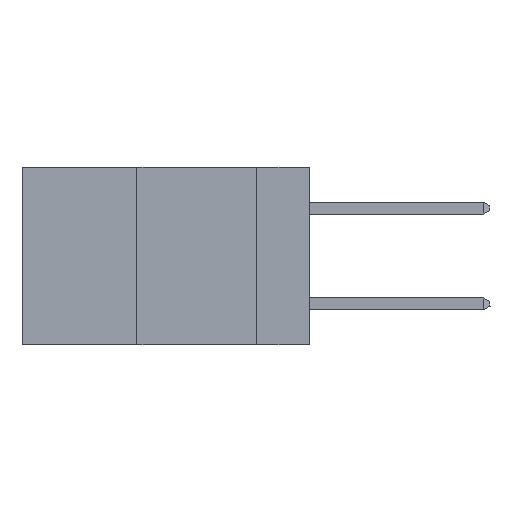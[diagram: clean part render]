
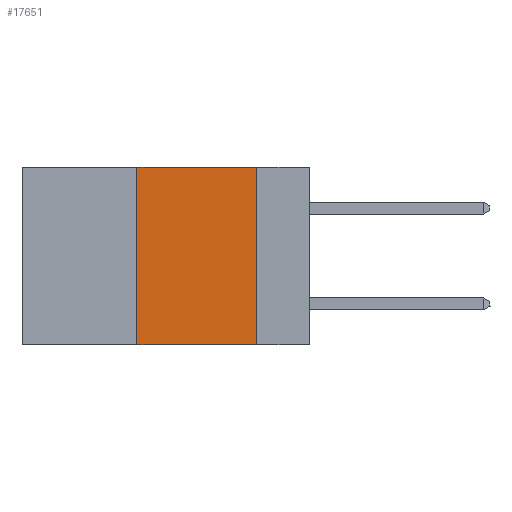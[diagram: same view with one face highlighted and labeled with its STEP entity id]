
A CAD part, left-side view. The second image highlights one B-rep face of the part: STEP entity #17651.
In plain terms, the highlighted planar face has unit normal (-1, 0, 0).
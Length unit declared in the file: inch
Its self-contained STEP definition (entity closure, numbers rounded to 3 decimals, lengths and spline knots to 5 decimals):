
#1123 = LINE ( 'NONE', #6401, #6813 ) ;
#1499 = CARTESIAN_POINT ( 'NONE',  ( 0., 0.11, 0. ) ) ;
#2802 = EDGE_LOOP ( 'NONE', ( #15198, #12505, #11851, #5567 ) ) ;
#2876 = CARTESIAN_POINT ( 'NONE',  ( 0., 0.11, -0.37 ) ) ;
#3921 = CARTESIAN_POINT ( 'NONE',  ( 0., 0.11, 0. ) ) ;
#4095 = CARTESIAN_POINT ( 'NONE',  ( 0., 0.6, -0.37 ) ) ;
#4403 = VERTEX_POINT ( 'NONE', #19319 ) ;
#4777 = CARTESIAN_POINT ( 'NONE',  ( 0., 0.36, 0. ) ) ;
#4951 = VERTEX_POINT ( 'NONE', #3921 ) ;
#5182 = EDGE_CURVE ( 'NONE', #7248, #4951, #1123, .T. ) ;
#5272 = VECTOR ( 'NONE', #18191, 39.37008 ) ;
#5567 = ORIENTED_EDGE ( 'NONE', *, *, #17023, .T. ) ;
#6208 = LINE ( 'NONE', #4777, #5272 ) ;
#6401 = CARTESIAN_POINT ( 'NONE',  ( 0., 0.6, 0. ) ) ;
#6813 = VECTOR ( 'NONE', #18166, 39.37008 ) ;
#7248 = VERTEX_POINT ( 'NONE', #13816 ) ;
#7506 = EDGE_CURVE ( 'NONE', #4951, #11962, #18643, .T. ) ;
#8862 = PLANE ( 'NONE',  #9099 ) ;
#9099 = AXIS2_PLACEMENT_3D ( 'NONE', #18926, #20922, #14179 ) ;
#11851 = ORIENTED_EDGE ( 'NONE', *, *, #18919, .F. ) ;
#11962 = VERTEX_POINT ( 'NONE', #2876 ) ;
#12294 = FACE_OUTER_BOUND ( 'NONE', #2802, .T. ) ;
#12505 = ORIENTED_EDGE ( 'NONE', *, *, #5182, .F. ) ;
#12615 = DIRECTION ( 'NONE',  ( 0., -1., 0. ) ) ;
#13665 = VECTOR ( 'NONE', #12615, 39.37008 ) ;
#13816 = CARTESIAN_POINT ( 'NONE',  ( 0., 0.36, 0. ) ) ;
#14179 = DIRECTION ( 'NONE',  ( 0., 0., -1. ) ) ;
#15198 = ORIENTED_EDGE ( 'NONE', *, *, #7506, .F. ) ;
#15803 = LINE ( 'NONE', #4095, #13665 ) ;
#17023 = EDGE_CURVE ( 'NONE', #4403, #11962, #15803, .T. ) ;
#17651 = ADVANCED_FACE ( 'NONE', ( #12294 ), #8862, .F. ) ;
#18166 = DIRECTION ( 'NONE',  ( 0., -1., 0. ) ) ;
#18191 = DIRECTION ( 'NONE',  ( 0., 0., 1. ) ) ;
#18328 = DIRECTION ( 'NONE',  ( 0., 0., -1. ) ) ;
#18643 = LINE ( 'NONE', #1499, #19000 ) ;
#18919 = EDGE_CURVE ( 'NONE', #4403, #7248, #6208, .T. ) ;
#18926 = CARTESIAN_POINT ( 'NONE',  ( 0., 0.6, 0. ) ) ;
#19000 = VECTOR ( 'NONE', #18328, 39.37008 ) ;
#19319 = CARTESIAN_POINT ( 'NONE',  ( 0., 0.36, -0.37 ) ) ;
#20922 = DIRECTION ( 'NONE',  ( 1., 0., 0. ) ) ;
